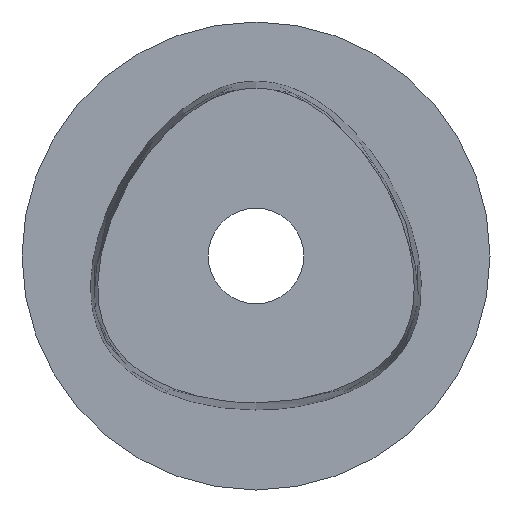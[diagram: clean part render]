
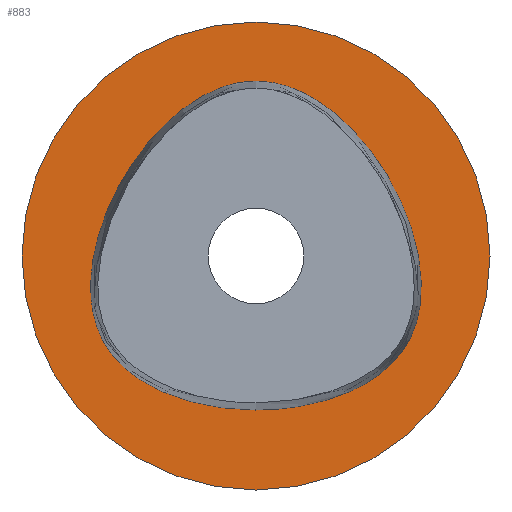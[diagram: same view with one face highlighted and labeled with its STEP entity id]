
A CAD part, left-side view. The second image highlights one B-rep face of the part: STEP entity #883.
In plain terms, the highlighted planar face has unit normal (-1, 0, 0).
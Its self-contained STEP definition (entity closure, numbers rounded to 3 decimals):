
#97=CARTESIAN_POINT('',(0.,0.,-16.456));
#98=CARTESIAN_POINT('',(0.,3.363,-16.456));
#99=CARTESIAN_POINT('',(-0.001,10.088,-15.266));
#100=CARTESIAN_POINT('',(-0.001,17.198,
-9.929));
#101=CARTESIAN_POINT('',(-0.001,18.265,
-1.104));
#102=CARTESIAN_POINT('',(-0.001,14.767,8.526));
#103=CARTESIAN_POINT('',(-0.001,8.174,16.37));
#104=CARTESIAN_POINT('',(0.,2.729,18.696));
#105=CARTESIAN_POINT('',(0.,0.,18.696));
#148=CARTESIAN_POINT('',(0.,0.,0.));
#149=DIRECTION('',(-1.,0.,0.));
#150=DIRECTION('',(0.,1.,0.));
#151=AXIS2_PLACEMENT_3D('',#148,#149,#150);
#156=CARTESIAN_POINT('',(0.,0.,0.));
#157=DIRECTION('',(1.,0.,0.));
#158=DIRECTION('',(0.,1.,0.));
#159=AXIS2_PLACEMENT_3D('',#156,#157,#158);
#682=CARTESIAN_POINT('',(0.,0.,18.696));
#683=CARTESIAN_POINT('',(0.,-2.729,18.696));
#684=CARTESIAN_POINT('',(-0.001,-8.174,
16.37));
#685=CARTESIAN_POINT('',(-0.001,-14.767,
8.526));
#686=CARTESIAN_POINT('',(-0.001,-18.265,
-1.104));
#687=CARTESIAN_POINT('',(-0.001,-17.198,
-9.929));
#688=CARTESIAN_POINT('',(-0.001,-10.088,
-15.266));
#689=CARTESIAN_POINT('',(0.,-3.363,-16.456));
#690=CARTESIAN_POINT('',(0.,0.,-16.456));
#703=CARTESIAN_POINT('',(0.,25.,0.));
#705=VERTEX_POINT('',#703);
#707=CARTESIAN_POINT('',(0.,-25.,0.));
#709=VERTEX_POINT('',#707);
#792=VERTEX_POINT('',#682);
#793=VERTEX_POINT('',#690);
#867=CARTESIAN_POINT('',(0.,0.,0.));
#868=DIRECTION('',(1.,0.,0.));
#869=DIRECTION('',(0.,-1.,0.));
#870=AXIS2_PLACEMENT_3D('',#867,#868,#869);
#871=PLANE('',#870);
#873=ORIENTED_EDGE('',*,*,#872,.F.);
#875=ORIENTED_EDGE('',*,*,#874,.T.);
#876=EDGE_LOOP('',(#873,#875));
#877=FACE_OUTER_BOUND('',#876,.F.);
#879=ORIENTED_EDGE('',*,*,#878,.F.);
#880=ORIENTED_EDGE('',*,*,#857,.F.);
#881=EDGE_LOOP('',(#879,#880));
#882=FACE_BOUND('',#881,.F.);
#106=B_SPLINE_CURVE_WITH_KNOTS('',3,(#97,#98,#99,#100,#101,#102,#103,#104,#105),
.UNSPECIFIED.,.F.,.F.,(4,1,1,1,1,1,4),(0.,0.167,0.333,
0.5,0.667,0.833,1.),.UNSPECIFIED.);
#152=CIRCLE('',#151,25.);
#160=CIRCLE('',#159,25.);
#691=B_SPLINE_CURVE_WITH_KNOTS('',3,(#682,#683,#684,#685,#686,#687,#688,#689,
#690),.UNSPECIFIED.,.F.,.F.,(4,1,1,1,1,1,4),(0.,0.167,
0.333,0.5,0.667,0.833,1.),
.UNSPECIFIED.);
#857=EDGE_CURVE('',#793,#792,#106,.T.);
#872=EDGE_CURVE('',#705,#709,#152,.T.);
#874=EDGE_CURVE('',#705,#709,#160,.T.);
#878=EDGE_CURVE('',#792,#793,#691,.T.);
#883=ADVANCED_FACE('',(#877,#882),#871,.F.);
